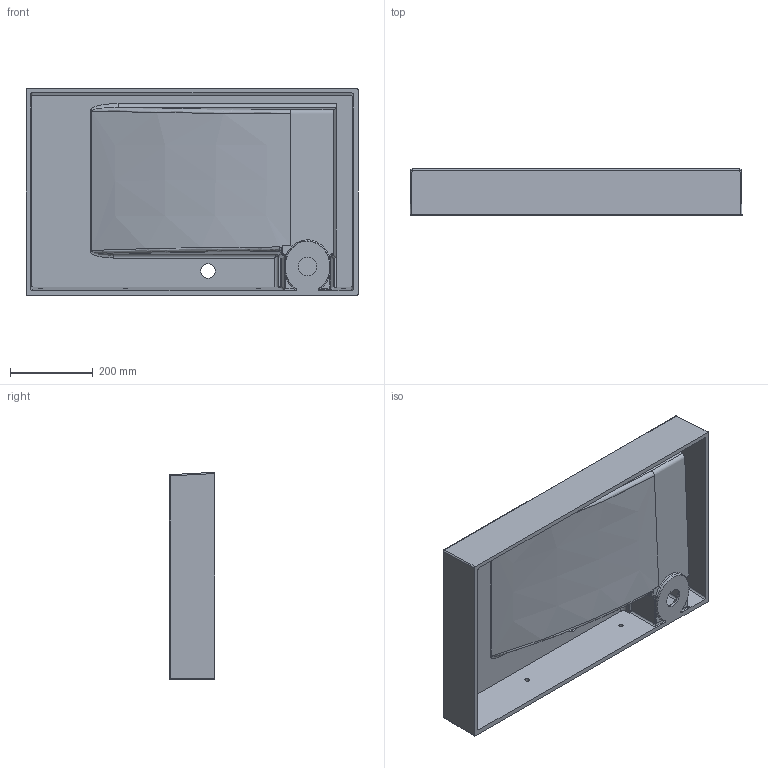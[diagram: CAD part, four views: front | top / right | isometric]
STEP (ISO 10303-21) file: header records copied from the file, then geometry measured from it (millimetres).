
FILE_DESCRIPTION (( 'STEP AP214' ), '1' );
FILE_NAME ('Shelly-sb.STEP', '2019-03-28T07:12:42', ( '' ), ( '' ), 'SwSTEP 2.0', 'SolidWorks 2018', '' );
FILE_SCHEMA (( 'AUTOMOTIVE_DESIGN' ));
Length unit declared in the file: millimetre
Products named in the file (5): Shelly; Shelly-sb; Shelly-kr
Assembly tree (2 placements, depth 2):
  Shelly
  Shelly-sb
    Shelly
    Shelly-kr
  Shelly-kr
Bounding box: 800 x 110 x 499.76 mm (x, y, z)
Volume: 8872307.1 mm3; surface area: 1530020 mm2
Topology: 2 solids, 2 shells, 235 faces, 580 edges, 342 vertices
Faces by surface type: cylinder 93, bspline 71, plane 51, sphere 16, torus 2, cone 2
Entity records: 10533 total; most frequent: CARTESIAN_POINT 5637, ORIENTED_EDGE 1136, DIRECTION 845, EDGE_CURVE 568, VERTEX_POINT 339, AXIS2_PLACEMENT_3D 321, EDGE_LOOP 249, ADVANCED_FACE 235
